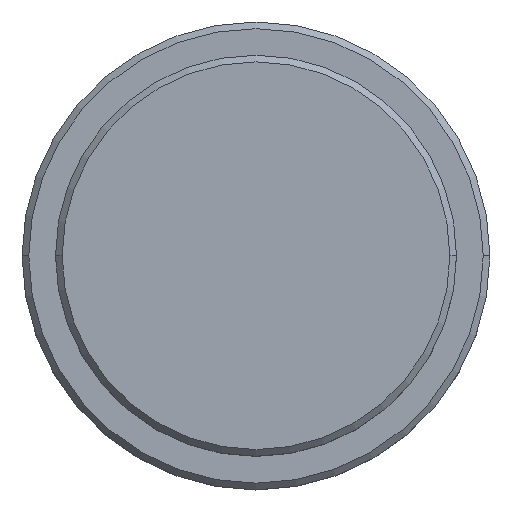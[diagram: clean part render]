
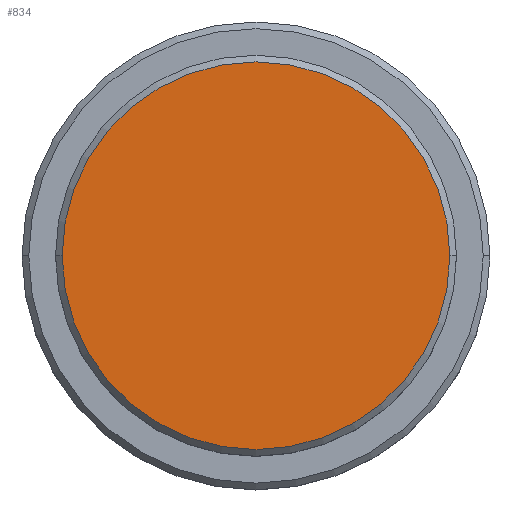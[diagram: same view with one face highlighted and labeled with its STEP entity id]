
A CAD part, top view. The second image highlights one B-rep face of the part: STEP entity #834.
In plain terms, the highlighted planar face has unit normal (0, 0, 1).
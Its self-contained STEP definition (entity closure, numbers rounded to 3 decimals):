
#131 = CIRCLE ( 'NONE', #1115, 14.5 ) ;
#154 = DIRECTION ( 'NONE',  ( 0., 0., 1. ) ) ;
#186 = VERTEX_POINT ( 'NONE', #368 ) ;
#243 = DIRECTION ( 'NONE',  ( 1., 0., 0. ) ) ;
#276 = CARTESIAN_POINT ( 'NONE',  ( 0., 0., 0. ) ) ;
#287 = AXIS2_PLACEMENT_3D ( 'NONE', #827, #154, #369 ) ;
#368 = CARTESIAN_POINT ( 'NONE',  ( 14.5, 0., 0. ) ) ;
#369 = DIRECTION ( 'NONE',  ( 1., 0., 0. ) ) ;
#459 = CARTESIAN_POINT ( 'NONE',  ( 0., 0., 0. ) ) ;
#491 = PLANE ( 'NONE',  #287 ) ;
#677 = DIRECTION ( 'NONE',  ( 0., 0., 1. ) ) ;
#704 = ORIENTED_EDGE ( 'NONE', *, *, #1068, .T. ) ;
#751 = FACE_OUTER_BOUND ( 'NONE', #956, .T. ) ;
#827 = CARTESIAN_POINT ( 'NONE',  ( 0., 0., 0. ) ) ;
#834 = ADVANCED_FACE ( 'NONE', ( #751 ), #491, .T. ) ;
#840 = ORIENTED_EDGE ( 'NONE', *, *, #1277, .T. ) ;
#881 = CARTESIAN_POINT ( 'NONE',  ( -14.5, 0., 0. ) ) ;
#939 = AXIS2_PLACEMENT_3D ( 'NONE', #276, #1054, #1074 ) ;
#956 = EDGE_LOOP ( 'NONE', ( #840, #704 ) ) ;
#959 = VERTEX_POINT ( 'NONE', #881 ) ;
#1002 = CIRCLE ( 'NONE', #939, 14.5 ) ;
#1054 = DIRECTION ( 'NONE',  ( 0., 0., 1. ) ) ;
#1068 = EDGE_CURVE ( 'NONE', #186, #959, #131, .T. ) ;
#1074 = DIRECTION ( 'NONE',  ( 1., 0., 0. ) ) ;
#1115 = AXIS2_PLACEMENT_3D ( 'NONE', #459, #677, #243 ) ;
#1277 = EDGE_CURVE ( 'NONE', #959, #186, #1002, .T. ) ;
